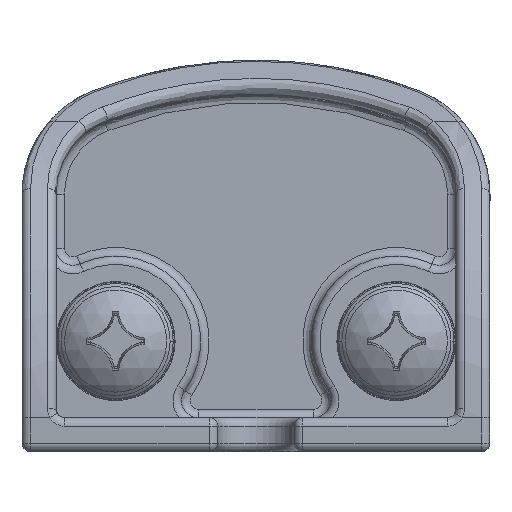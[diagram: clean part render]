
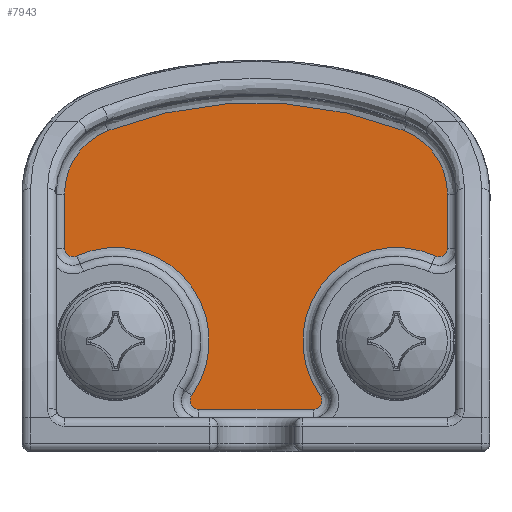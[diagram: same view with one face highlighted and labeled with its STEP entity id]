
A CAD part, left-side view. The second image highlights one B-rep face of the part: STEP entity #7943.
In plain terms, the highlighted planar face has unit normal (-1, 0, 0).
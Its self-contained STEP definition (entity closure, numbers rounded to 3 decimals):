
#7060=CARTESIAN_POINT('',(16.5,17.533,3.292));
#7061=VERTEX_POINT('',#7060);
#7069=CARTESIAN_POINT('',(16.5,24.292,11.5));
#7070=VERTEX_POINT('',#7069);
#7071=CARTESIAN_POINT('',(16.5,22.,6.5));
#7072=DIRECTION('',(-1.0,0.0,0.0));
#7073=DIRECTION('',(0.0,-0.772,0.636));
#7074=AXIS2_PLACEMENT_3D('',#7071,#7072,#7073);
#7075=CIRCLE('',#7074,5.5);
#7076=EDGE_CURVE('',#7061,#7070,#7075,.T.);
#7150=CARTESIAN_POINT('',(16.5,17.127,2.5));
#7151=VERTEX_POINT('',#7150);
#7159=CARTESIAN_POINT('',(16.5,17.127,3.));
#7160=DIRECTION('',(1.0,0.0,0.0));
#7161=DIRECTION('',(0.0,0.89,-0.456));
#7162=AXIS2_PLACEMENT_3D('',#7159,#7160,#7161);
#7163=CIRCLE('',#7162,0.5);
#7164=EDGE_CURVE('',#7151,#7061,#7163,.T.);
#7224=CARTESIAN_POINT('',(16.5,25.,11.954));
#7225=VERTEX_POINT('',#7224);
#7243=CARTESIAN_POINT('',(16.5,24.5,11.954));
#7244=DIRECTION('',(1.,0.0,0.0));
#7245=DIRECTION('',(0.0,0.54,-0.842));
#7246=AXIS2_PLACEMENT_3D('',#7243,#7244,#7245);
#7247=CIRCLE('',#7246,0.5);
#7248=EDGE_CURVE('',#7070,#7225,#7247,.T.);
#7260=CARTESIAN_POINT('',(16.5,10.373,2.5));
#7261=VERTEX_POINT('',#7260);
#7269=CARTESIAN_POINT('',(16.5,10.373,2.5));
#7270=DIRECTION('',(0.0,1.0,0.0));
#7271=VECTOR('',#7270,6.753);
#7272=LINE('',#7269,#7271);
#7273=EDGE_CURVE('',#7261,#7151,#7272,.T.);
#7290=CARTESIAN_POINT('',(16.5,25.,15.14));
#7291=VERTEX_POINT('',#7290);
#7308=CARTESIAN_POINT('',(16.5,25.,11.954));
#7309=DIRECTION('',(0.0,0.0,1.0));
#7310=VECTOR('',#7309,3.185);
#7311=LINE('',#7308,#7310);
#7312=EDGE_CURVE('',#7225,#7291,#7311,.T.);
#7372=CARTESIAN_POINT('',(16.5,9.967,3.292));
#7373=VERTEX_POINT('',#7372);
#7381=CARTESIAN_POINT('',(16.5,10.373,3.));
#7382=DIRECTION('',(1.,0.0,0.0));
#7383=DIRECTION('',(0.0,-0.89,-0.456));
#7384=AXIS2_PLACEMENT_3D('',#7381,#7382,#7383);
#7385=CIRCLE('',#7384,0.5);
#7386=EDGE_CURVE('',#7373,#7261,#7385,.T.);
#7422=CARTESIAN_POINT('',(16.5,22.45,18.868));
#7423=VERTEX_POINT('',#7422);
#7441=CARTESIAN_POINT('',(16.5,21.,15.14));
#7442=DIRECTION('',(1.0,0.0,0.0));
#7443=DIRECTION('',(0.0,0.825,0.565));
#7444=AXIS2_PLACEMENT_3D('',#7441,#7442,#7443);
#7445=CIRCLE('',#7444,4.);
#7446=EDGE_CURVE('',#7291,#7423,#7445,.T.);
#7504=CARTESIAN_POINT('',(16.5,3.208,11.5));
#7505=VERTEX_POINT('',#7504);
#7513=CARTESIAN_POINT('',(16.5,5.5,6.5));
#7514=DIRECTION('',(-1.0,0.0,0.0));
#7515=DIRECTION('',(0.0,0.772,0.636));
#7516=AXIS2_PLACEMENT_3D('',#7513,#7514,#7515);
#7517=CIRCLE('',#7516,5.5);
#7518=EDGE_CURVE('',#7505,#7373,#7517,.T.);
#7554=CARTESIAN_POINT('',(16.5,5.05,18.868));
#7555=VERTEX_POINT('',#7554);
#7573=CARTESIAN_POINT('',(16.5,13.75,-3.5));
#7574=DIRECTION('',(1.0,0.0,0.0));
#7575=DIRECTION('',(0.0,0.0,1.0));
#7576=AXIS2_PLACEMENT_3D('',#7573,#7574,#7575);
#7577=CIRCLE('',#7576,24.);
#7578=EDGE_CURVE('',#7423,#7555,#7577,.T.);
#7636=CARTESIAN_POINT('',(16.5,2.5,11.954));
#7637=VERTEX_POINT('',#7636);
#7645=CARTESIAN_POINT('',(16.5,3.0,11.954));
#7646=DIRECTION('',(1.0,0.0,0.0));
#7647=DIRECTION('',(0.0,-0.54,-0.842));
#7648=AXIS2_PLACEMENT_3D('',#7645,#7646,#7647);
#7649=CIRCLE('',#7648,0.5);
#7650=EDGE_CURVE('',#7637,#7505,#7649,.T.);
#7680=CARTESIAN_POINT('',(16.5,2.5,15.14));
#7681=VERTEX_POINT('',#7680);
#7699=CARTESIAN_POINT('',(16.5,6.5,15.14));
#7700=DIRECTION('',(1.,0.0,0.0));
#7701=DIRECTION('',(0.0,-0.825,0.565));
#7702=AXIS2_PLACEMENT_3D('',#7699,#7700,#7701);
#7703=CIRCLE('',#7702,4.);
#7704=EDGE_CURVE('',#7555,#7681,#7703,.T.);
#7722=CARTESIAN_POINT('',(16.5,2.5,15.14));
#7723=DIRECTION('',(0.0,0.0,-1.0));
#7724=VECTOR('',#7723,3.185);
#7725=LINE('',#7722,#7724);
#7726=EDGE_CURVE('',#7681,#7637,#7725,.T.);
#7924=CARTESIAN_POINT('',(16.5,26.125,1.601));
#7925=DIRECTION('',(-1.0,0.0,0.0));
#7926=DIRECTION('',(0.0,0.0,1.0));
#7927=AXIS2_PLACEMENT_3D('',#7924,#7925,#7926);
#7928=PLANE('',#7927);
#7929=ORIENTED_EDGE('',*,*,#7076,.F.);
#7930=ORIENTED_EDGE('',*,*,#7164,.F.);
#7931=ORIENTED_EDGE('',*,*,#7273,.F.);
#7932=ORIENTED_EDGE('',*,*,#7386,.F.);
#7933=ORIENTED_EDGE('',*,*,#7518,.F.);
#7934=ORIENTED_EDGE('',*,*,#7650,.F.);
#7935=ORIENTED_EDGE('',*,*,#7726,.F.);
#7936=ORIENTED_EDGE('',*,*,#7704,.F.);
#7937=ORIENTED_EDGE('',*,*,#7578,.F.);
#7938=ORIENTED_EDGE('',*,*,#7446,.F.);
#7939=ORIENTED_EDGE('',*,*,#7312,.F.);
#7940=ORIENTED_EDGE('',*,*,#7248,.F.);
#7941=EDGE_LOOP('',(#7929,#7930,#7931,#7932,#7933,#7934,#7935,#7936,#7937,#7938,#7939,#7940));
#7942=FACE_OUTER_BOUND('',#7941,.T.);
#7943=ADVANCED_FACE('',(#7942),#7928,.T.);
